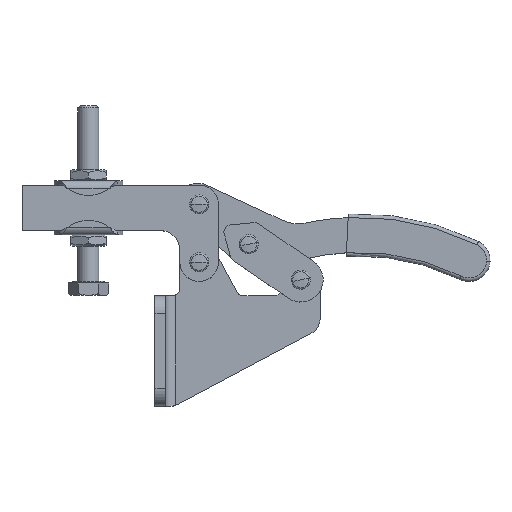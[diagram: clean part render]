
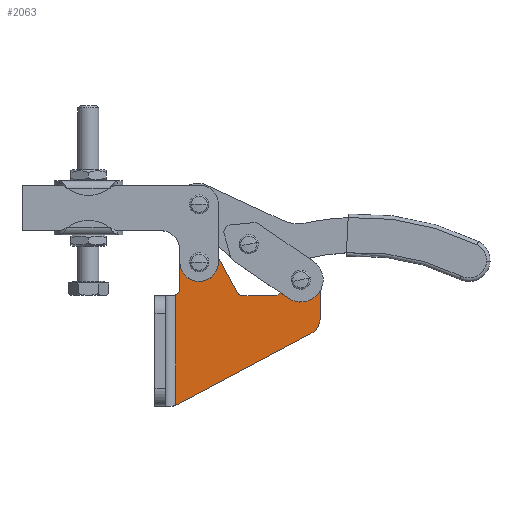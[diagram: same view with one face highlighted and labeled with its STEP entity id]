
A CAD part, top view. The second image highlights one B-rep face of the part: STEP entity #2063.
In plain terms, the highlighted planar face has unit normal (0, 0, 1).
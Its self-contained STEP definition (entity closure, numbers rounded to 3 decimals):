
#298=CARTESIAN_POINT('',(26.772,-6.134,3.));
#299=VERTEX_POINT('',#298);
#308=CARTESIAN_POINT('',(31.5,-5.,3.));
#309=VERTEX_POINT('',#308);
#310=CARTESIAN_POINT('',(29.,-5.,3.));
#311=DIRECTION('',(0.0,0.0,1.0));
#312=DIRECTION('',(-1.0,0.0,0.0));
#313=AXIS2_PLACEMENT_3D('',#310,#311,#312);
#314=CIRCLE('',#313,2.5);
#315=EDGE_CURVE('',#299,#309,#314,.T.);
#317=CARTESIAN_POINT('',(31.228,-3.866,3.));
#318=VERTEX_POINT('',#317);
#319=CARTESIAN_POINT('',(29.,-5.,3.));
#320=DIRECTION('',(0.0,0.0,1.0));
#321=DIRECTION('',(-1.0,0.0,0.0));
#322=AXIS2_PLACEMENT_3D('',#319,#320,#321);
#323=CIRCLE('',#322,2.5);
#324=EDGE_CURVE('',#309,#318,#323,.T.);
#358=CARTESIAN_POINT('',(-2.5,0.,3.));
#359=VERTEX_POINT('',#358);
#368=CARTESIAN_POINT('',(2.5,0.,3.));
#369=VERTEX_POINT('',#368);
#370=CARTESIAN_POINT('',(0.0,0.0,3.));
#371=DIRECTION('',(0.0,0.0,1.0));
#372=DIRECTION('',(-1.0,0.0,0.0));
#373=AXIS2_PLACEMENT_3D('',#370,#371,#372);
#374=CIRCLE('',#373,2.5);
#375=EDGE_CURVE('',#359,#369,#374,.T.);
#409=CARTESIAN_POINT('',(0.0,0.0,3.));
#410=DIRECTION('',(0.0,0.0,1.0));
#411=DIRECTION('',(-1.0,0.0,0.0));
#412=AXIS2_PLACEMENT_3D('',#409,#410,#411);
#413=CIRCLE('',#412,2.5);
#414=EDGE_CURVE('',#369,#359,#413,.T.);
#433=CARTESIAN_POINT('',(29.,-5.,3.));
#434=DIRECTION('',(0.0,0.0,1.0));
#435=DIRECTION('',(-1.0,0.0,0.0));
#436=AXIS2_PLACEMENT_3D('',#433,#434,#435);
#437=CIRCLE('',#436,2.5);
#438=EDGE_CURVE('',#318,#299,#437,.T.);
#1607=CARTESIAN_POINT('',(-6.607,-40.724,3.));
#1608=VERTEX_POINT('',#1607);
#1815=CARTESIAN_POINT('',(-6.607,-9.29,3.));
#1816=VERTEX_POINT('',#1815);
#1893=CARTESIAN_POINT('',(-6.607,-9.29,3.));
#1894=DIRECTION('',(0.0,-1.0,0.0));
#1895=VECTOR('',#1894,31.434);
#1896=LINE('',#1893,#1895);
#1897=EDGE_CURVE('',#1816,#1608,#1896,.T.);
#1937=CARTESIAN_POINT('',(2.717,-17.459,3.));
#1938=DIRECTION('',(0.0,0.0,1.0));
#1939=DIRECTION('',(1.0,0.0,0.0));
#1940=AXIS2_PLACEMENT_3D('',#1937,#1938,#1939);
#1941=PLANE('',#1940);
#1942=ORIENTED_EDGE('',*,*,#1897,.T.);
#1943=CARTESIAN_POINT('',(-5.899,-40.415,3.));
#1944=VERTEX_POINT('',#1943);
#1945=CARTESIAN_POINT('',(-8.247,-36.,3.));
#1946=DIRECTION('',(0.0,0.0,-1.0));
#1947=DIRECTION('',(0.0,1.0,0.0));
#1948=AXIS2_PLACEMENT_3D('',#1945,#1946,#1947);
#1949=CIRCLE('',#1948,5.);
#1950=EDGE_CURVE('',#1944,#1608,#1949,.T.);
#1951=ORIENTED_EDGE('',*,*,#1950,.F.);
#1952=CARTESIAN_POINT('',(31.847,-20.344,3.));
#1953=VERTEX_POINT('',#1952);
#1954=CARTESIAN_POINT('',(31.847,-20.344,3.));
#1955=DIRECTION('',(-0.883,-0.469,0.0));
#1956=VECTOR('',#1955,42.751);
#1957=LINE('',#1954,#1956);
#1958=EDGE_CURVE('',#1953,#1944,#1957,.T.);
#1959=ORIENTED_EDGE('',*,*,#1958,.F.);
#1960=CARTESIAN_POINT('',(34.5,-15.93,3.));
#1961=VERTEX_POINT('',#1960);
#1962=CARTESIAN_POINT('',(29.5,-15.93,3.));
#1963=DIRECTION('',(0.0,0.0,-1.));
#1964=DIRECTION('',(-0.469,0.883,0.0));
#1965=AXIS2_PLACEMENT_3D('',#1962,#1963,#1964);
#1966=CIRCLE('',#1965,5.);
#1967=EDGE_CURVE('',#1961,#1953,#1966,.T.);
#1968=ORIENTED_EDGE('',*,*,#1967,.F.);
#1969=CARTESIAN_POINT('',(34.5,-5.,3.));
#1970=VERTEX_POINT('',#1969);
#1971=CARTESIAN_POINT('',(34.5,-5.,3.));
#1972=DIRECTION('',(0.0,-1.0,0.0));
#1973=VECTOR('',#1972,10.93);
#1974=LINE('',#1971,#1973);
#1975=EDGE_CURVE('',#1970,#1961,#1974,.T.);
#1976=ORIENTED_EDGE('',*,*,#1975,.F.);
#1977=CARTESIAN_POINT('',(23.5,-5.0,3.));
#1978=VERTEX_POINT('',#1977);
#1979=CARTESIAN_POINT('',(29.,-5.0,3.));
#1980=DIRECTION('',(0.0,0.0,-1.0));
#1981=DIRECTION('',(-1.0,0.0,0.0));
#1982=AXIS2_PLACEMENT_3D('',#1979,#1980,#1981);
#1983=CIRCLE('',#1982,5.5);
#1984=EDGE_CURVE('',#1978,#1970,#1983,.T.);
#1985=ORIENTED_EDGE('',*,*,#1984,.F.);
#1986=CARTESIAN_POINT('',(23.5,-7.5,3.));
#1987=VERTEX_POINT('',#1986);
#1988=CARTESIAN_POINT('',(23.5,-7.5,3.));
#1989=DIRECTION('',(0.0,1.0,0.0));
#1990=VECTOR('',#1989,2.5);
#1991=LINE('',#1988,#1990);
#1992=EDGE_CURVE('',#1987,#1978,#1991,.T.);
#1993=ORIENTED_EDGE('',*,*,#1992,.F.);
#1994=CARTESIAN_POINT('',(21.5,-9.5,3.));
#1995=VERTEX_POINT('',#1994);
#1996=CARTESIAN_POINT('',(21.5,-7.5,3.));
#1997=DIRECTION('',(0.0,0.0,1.0));
#1998=DIRECTION('',(0.0,-1.0,0.0));
#1999=AXIS2_PLACEMENT_3D('',#1996,#1997,#1998);
#2000=CIRCLE('',#1999,2.);
#2001=EDGE_CURVE('',#1995,#1987,#2000,.T.);
#2002=ORIENTED_EDGE('',*,*,#2001,.F.);
#2003=CARTESIAN_POINT('',(12.482,-9.5,3.));
#2004=VERTEX_POINT('',#2003);
#2005=CARTESIAN_POINT('',(12.482,-9.5,3.));
#2006=DIRECTION('',(1.0,0.0,0.0));
#2007=VECTOR('',#2006,9.018);
#2008=LINE('',#2005,#2007);
#2009=EDGE_CURVE('',#2004,#1995,#2008,.T.);
#2010=ORIENTED_EDGE('',*,*,#2009,.F.);
#2011=CARTESIAN_POINT('',(10.716,-8.439,3.));
#2012=VERTEX_POINT('',#2011);
#2013=CARTESIAN_POINT('',(12.482,-7.5,3.));
#2014=DIRECTION('',(0.0,0.0,1.0));
#2015=DIRECTION('',(-0.883,-0.469,0.0));
#2016=AXIS2_PLACEMENT_3D('',#2013,#2014,#2015);
#2017=CIRCLE('',#2016,2.);
#2018=EDGE_CURVE('',#2012,#2004,#2017,.T.);
#2019=ORIENTED_EDGE('',*,*,#2018,.F.);
#2020=CARTESIAN_POINT('',(4.856,2.582,3.));
#2021=VERTEX_POINT('',#2020);
#2022=CARTESIAN_POINT('',(4.856,2.582,3.));
#2023=DIRECTION('',(0.469,-0.883,0.0));
#2024=VECTOR('',#2023,12.482);
#2025=LINE('',#2022,#2024);
#2026=EDGE_CURVE('',#2021,#2012,#2025,.T.);
#2027=ORIENTED_EDGE('',*,*,#2026,.F.);
#2028=CARTESIAN_POINT('',(-5.5,0.,3.));
#2029=VERTEX_POINT('',#2028);
#2030=CARTESIAN_POINT('',(0.0,0.0,3.));
#2031=DIRECTION('',(0.0,0.0,-1.));
#2032=DIRECTION('',(-0.883,-0.469,0.0));
#2033=AXIS2_PLACEMENT_3D('',#2030,#2031,#2032);
#2034=CIRCLE('',#2033,5.5);
#2035=EDGE_CURVE('',#2029,#2021,#2034,.T.);
#2036=ORIENTED_EDGE('',*,*,#2035,.F.);
#2037=CARTESIAN_POINT('',(-5.5,-7.5,3.));
#2038=VERTEX_POINT('',#2037);
#2039=CARTESIAN_POINT('',(-5.5,-7.5,3.));
#2040=DIRECTION('',(0.0,1.0,0.0));
#2041=VECTOR('',#2040,7.5);
#2042=LINE('',#2039,#2041);
#2043=EDGE_CURVE('',#2038,#2029,#2042,.T.);
#2044=ORIENTED_EDGE('',*,*,#2043,.F.);
#2045=CARTESIAN_POINT('',(-7.5,-7.5,3.));
#2046=DIRECTION('',(0.0,0.0,1.0));
#2047=DIRECTION('',(0.0,-1.0,0.0));
#2048=AXIS2_PLACEMENT_3D('',#2045,#2046,#2047);
#2049=CIRCLE('',#2048,2.);
#2050=EDGE_CURVE('',#1816,#2038,#2049,.T.);
#2051=ORIENTED_EDGE('',*,*,#2050,.F.);
#2052=EDGE_LOOP('',(#1942,#1951,#1959,#1968,#1976,#1985,#1993,#2002,#2010,#2019,#2027,#2036,#2044,#2051));
#2053=FACE_OUTER_BOUND('',#2052,.T.);
#2054=ORIENTED_EDGE('',*,*,#324,.F.);
#2055=ORIENTED_EDGE('',*,*,#315,.F.);
#2056=ORIENTED_EDGE('',*,*,#438,.F.);
#2057=EDGE_LOOP('',(#2054,#2055,#2056));
#2058=FACE_BOUND('',#2057,.T.);
#2059=ORIENTED_EDGE('',*,*,#414,.F.);
#2060=ORIENTED_EDGE('',*,*,#375,.F.);
#2061=EDGE_LOOP('',(#2059,#2060));
#2062=FACE_BOUND('',#2061,.T.);
#2063=ADVANCED_FACE('',(#2053,#2058,#2062),#1941,.T.);
